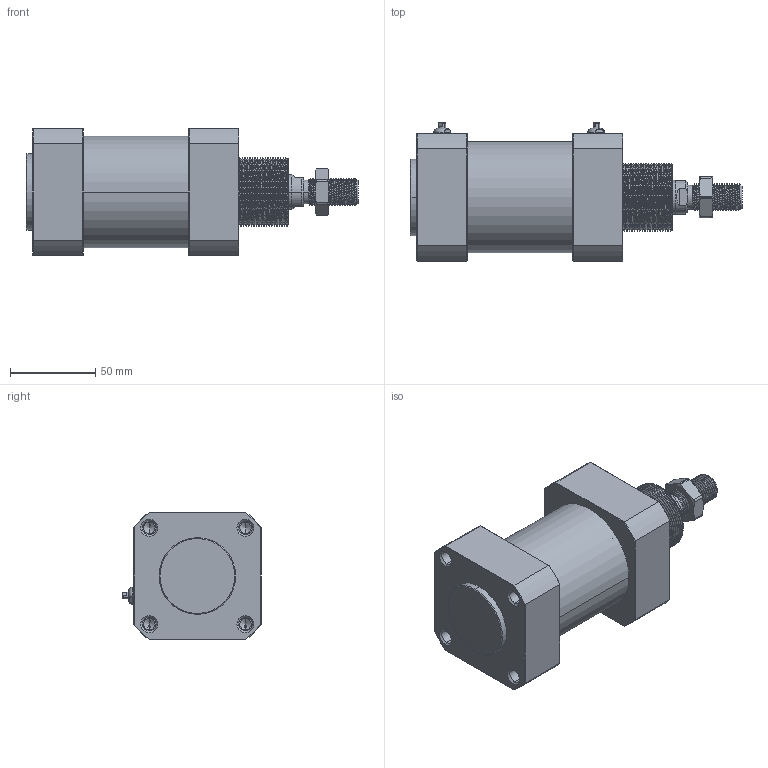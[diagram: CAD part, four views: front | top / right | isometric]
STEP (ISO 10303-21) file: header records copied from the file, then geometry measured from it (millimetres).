
FILE_DESCRIPTION (( 'STEP AP214' ), '1' );
FILE_NAME ('U063 0000 1922.STEP', '2021-05-06T06:13:47', ( '' ), ( '' ), 'SwSTEP 2.0', 'SolidWorks 2019', '' );
FILE_SCHEMA (( 'AUTOMOTIVE_DESIGN' ));
Length unit declared in the file: millimetre
Products named in the file (19): Oring_ORING 03,80 X 1,25; 9020-34_9020-34-0; Afstryger (32-125)_407287; Stempelstangsmøtrik_U1905930; 1063-19_1063-19; 9063-35-R_1063-35-0; Stempeltætning_E46353N3578; Bolt-DIN912_M12x55; 9041-02; U063 0000 1922; 1063-22; 9063-36JB2_9063-36JB2; Magnet_9363; Leje_PAP2015P11; Bremseskrue 63-125 VDMA; 9040-01; Oring_ORING 56,87 X 1,78; Bremsepakning_PP2533N3589
Assembly tree (25 placements, depth 3):
  U063 0000 1922
    1063-22
    9063-35-R_1063-35-0
    1063-19_1063-19
    9020-34_9020-34-0
    Bremseskrue 63-125 VDMA
      9040-01
      9041-02
      Oring_ORING 03,80 X 1,25
    Bremseskrue 63-125 VDMA
      9040-01
      9041-02
      Oring_ORING 03,80 X 1,25
    Afstryger (32-125)_407287
    9063-36JB2_9063-36JB2  x2
    Magnet_9363
    Bremsepakning_PP2533N3589  x2
    Stempeltætning_E46353N3578  x2
    Bolt-DIN912_M12x55
    Oring_ORING 56,87 X 1,78  x2
    Leje_PAP2015P11
    Stempelstangsmøtrik_U1905930
Bounding box: 195 x 81.32 x 75 mm (x, y, z)
Volume: 537536.8 mm3; surface area: 165567.4 mm2
Topology: 23 solids, 23 shells, 850 faces, 1991 edges, 1226 vertices
Faces by surface type: cylinder 379, plane 205, cone 186, torus 68, bspline 12
Entity records: 40252 total; most frequent: CARTESIAN_POINT 24020, ORIENTED_EDGE 3286, DIRECTION 3221, EDGE_CURVE 1643, AXIS2_PLACEMENT_3D 1316, VERTEX_POINT 1025, EDGE_LOOP 786, ADVANCED_FACE 700
